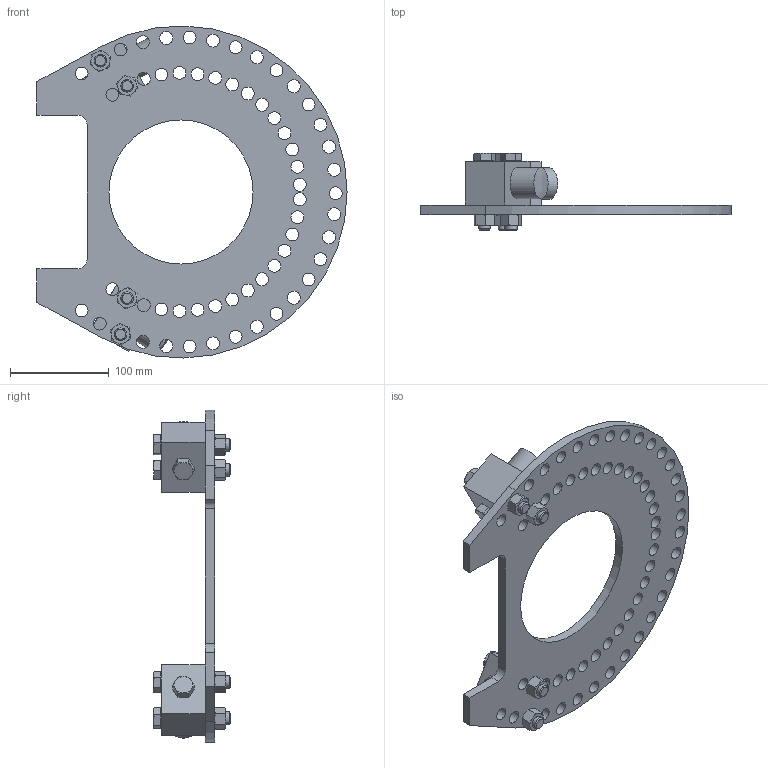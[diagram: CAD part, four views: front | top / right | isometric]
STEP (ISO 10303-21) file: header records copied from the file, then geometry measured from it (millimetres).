
FILE_DESCRIPTION(/* description */ ('6" JIB COLUMN INDEX ASSEMBLY'),/* implementation_level */ '2;1');
FILE_NAME(/* name */ '98535.stp',/* time_stamp */ '2023-10-09T14:46:18-04:00',/* author */ ('MNHHW'),/* organization */ (''),/* preprocessor_version */ 'ST-DEVELOPER v18',/* originating_system */ 'Autodesk Inventor 2020',/* authorisation */ '');
FILE_SCHEMA (('AUTOMOTIVE_DESIGN { 1 0 10303 214 3 1 1 }'));
Length unit declared in the file: inch
Products named in the file (10): 98535; 60140; 25905.iam; 60155.ipt; 3D11L9F4B.iam; 3D11J9F4B.ipt; 3D11K9F4A.ipt; 3D11B3C4B.ipt; ANSI B18.2.1 - 1/2-13 UNC - 2.75; ANSI B18.2.2 - 1/2 - 13
Assembly tree (16 placements, depth 4):
  98535
    60140
    25905.iam  x2
      60155.ipt
      3D11L9F4B.iam
        3D11J9F4B.ipt
        3D11K9F4A.ipt
      3D11B3C4B.ipt
    ANSI B18.2.1 - 1/2-13 UNC - 2.75  x4
    ANSI B18.2.2 - 1/2 - 13  x4
Bounding box: 314.32 x 77.79 x 336.5 mm (x, y, z)
Volume: 829377.2 mm3; surface area: 230831 mm2
Topology: 17 solids, 17 shells, 394 faces, 948 edges, 608 vertices
Faces by surface type: plane 187, cone 104, cylinder 97, torus 4, sphere 2
Full cylindrical faces by diameter (mm): 10.592 x6, 12.7 x6, 13 x67, 13.081 x2, 17.145 x4, 19.05 x2, 20.637 x4, 31.75 x2, 146.05 x1
Entity records: 6494 total; most frequent: CARTESIAN_POINT 1116, DIRECTION 1084, ORIENTED_EDGE 972, EDGE_CURVE 486, AXIS2_PLACEMENT_3D 429, EDGE_LOOP 333, VERTEX_POINT 317, LINE 226
